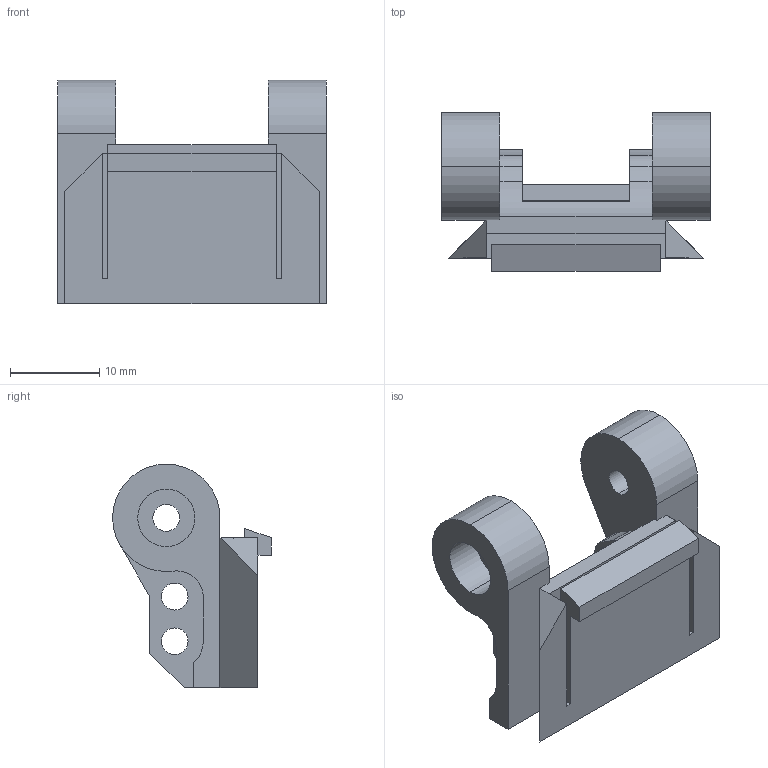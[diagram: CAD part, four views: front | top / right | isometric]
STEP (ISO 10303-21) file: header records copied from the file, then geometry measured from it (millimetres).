
FILE_DESCRIPTION (( 'STEP AP203' ), '1' );
FILE_NAME ('19.) Attacher.STEP', '2024-04-05T15:14:42', ( '' ), ( '' ), 'SwSTEP 2.0', 'SolidWorks 2024', '' );
FILE_SCHEMA (( 'CONFIG_CONTROL_DESIGN' ));
Length unit declared in the file: millimetre
Products named in the file (1): 19.) Attacher
Bounding box: 30 x 17.74 x 25 mm (x, y, z)
Volume: 4013.7 mm3; surface area: 3858 mm2
Topology: 1 solids, 1 shells, 77 faces, 213 edges, 140 vertices
Faces by surface type: plane 42, cylinder 35
Entity records: 2574 total; most frequent: DIRECTION 443, CARTESIAN_POINT 431, ORIENTED_EDGE 426, EDGE_CURVE 213, AXIS2_PLACEMENT_3D 152, VERTEX_POINT 140, LINE 139, VECTOR 139
